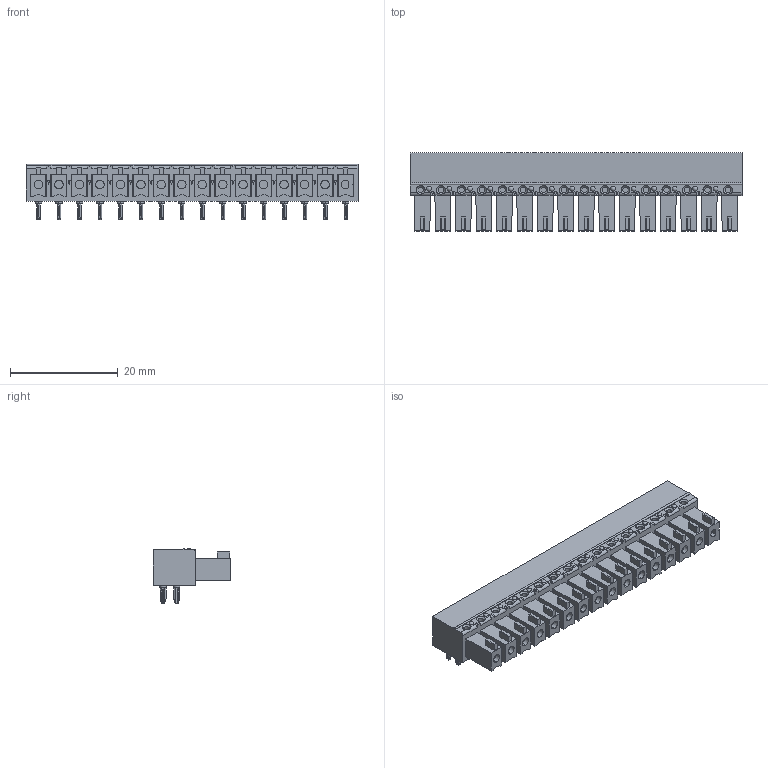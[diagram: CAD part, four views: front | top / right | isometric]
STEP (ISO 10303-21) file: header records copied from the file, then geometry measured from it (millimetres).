
FILE_DESCRIPTION((''),'2;1');
FILE_NAME('PHOENIX_1862713.stp','2010-12-16T18:41:51',(''),(''),'Mechanical Desktop 2011','Mechanical Desktop 2011',', , ');
FILE_SCHEMA(('AUTOMOTIVE_DESIGN { 1 2 10303 214 1 1 1 1 }'));
Length unit declared in the file: millimetre
Products named in the file (1): Product
Bounding box: 61.75 x 14.5 x 10.25 mm (x, y, z)
Volume: 4450.6 mm3; surface area: 4113.6 mm2
Topology: 33 solids, 33 shells, 1127 faces, 2793 edges, 1847 vertices
Faces by surface type: plane 709, cylinder 339, bspline 32, cone 32, sphere 15
Entity records: 37966 total; most frequent: CARTESIAN_POINT 10712, DIRECTION 5616, ORIENTED_EDGE 5586, EDGE_CURVE 2793, AXIS2_PLACEMENT_3D 1887, VERTEX_POINT 1847, VECTOR 1842, LINE 1842
